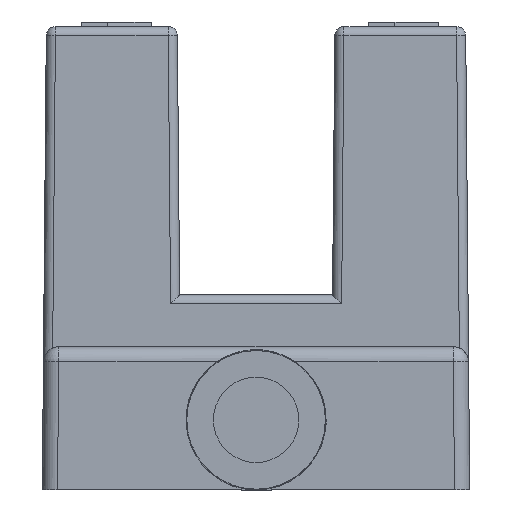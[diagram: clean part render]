
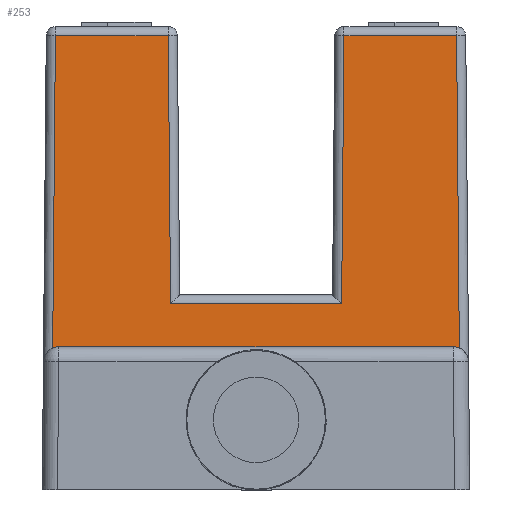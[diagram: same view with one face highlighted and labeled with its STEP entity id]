
A CAD part, front view. The second image highlights one B-rep face of the part: STEP entity #253.
In plain terms, the highlighted planar face has unit normal (0, -1, 0.009).
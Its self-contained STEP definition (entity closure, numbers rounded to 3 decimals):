
#214=ELLIPSE('',#2358,0.5,0.5);
#215=ELLIPSE('',#2359,0.5,0.5);
#253=ADVANCED_FACE('',(#455),#377,.T.);
#377=PLANE('',#2360);
#455=FACE_OUTER_BOUND('',#580,.T.);
#580=EDGE_LOOP('',(#860,#861,#862,#863,#864,#865,#866,#867,#868,#869));
#860=ORIENTED_EDGE('',*,*,#1673,.T.);
#861=ORIENTED_EDGE('',*,*,#1674,.T.);
#862=ORIENTED_EDGE('',*,*,#1675,.T.);
#863=ORIENTED_EDGE('',*,*,#1676,.T.);
#864=ORIENTED_EDGE('',*,*,#1677,.T.);
#865=ORIENTED_EDGE('',*,*,#1678,.T.);
#866=ORIENTED_EDGE('',*,*,#1679,.F.);
#867=ORIENTED_EDGE('',*,*,#1680,.T.);
#868=ORIENTED_EDGE('',*,*,#1681,.T.);
#869=ORIENTED_EDGE('',*,*,#1682,.T.);
#1451=VERTEX_POINT('',#3461);
#1452=VERTEX_POINT('',#3462);
#1453=VERTEX_POINT('',#3464);
#1454=VERTEX_POINT('',#3466);
#1455=VERTEX_POINT('',#3468);
#1456=VERTEX_POINT('',#3470);
#1457=VERTEX_POINT('',#3472);
#1458=VERTEX_POINT('',#3474);
#1459=VERTEX_POINT('',#3476);
#1460=VERTEX_POINT('',#3478);
#1673=EDGE_CURVE('',#1451,#1452,#1967,.T.);
#1674=EDGE_CURVE('',#1452,#1453,#1968,.T.);
#1675=EDGE_CURVE('',#1453,#1454,#1969,.T.);
#1676=EDGE_CURVE('',#1454,#1455,#1970,.T.);
#1677=EDGE_CURVE('',#1455,#1456,#1971,.T.);
#1678=EDGE_CURVE('',#1456,#1457,#214,.T.);
#1679=EDGE_CURVE('',#1458,#1457,#1972,.T.);
#1680=EDGE_CURVE('',#1458,#1459,#215,.T.);
#1681=EDGE_CURVE('',#1459,#1460,#1973,.T.);
#1682=EDGE_CURVE('',#1460,#1451,#1974,.T.);
#1967=LINE('',#3460,#2197);
#1968=LINE('',#3463,#2198);
#1969=LINE('',#3465,#2199);
#1970=LINE('',#3467,#2200);
#1971=LINE('',#3469,#2201);
#1972=LINE('',#3473,#2202);
#1973=LINE('',#3477,#2203);
#1974=LINE('',#3479,#2204);
#2197=VECTOR('',#2737,1.);
#2198=VECTOR('',#2738,1.);
#2199=VECTOR('',#2739,1.);
#2200=VECTOR('',#2740,1.);
#2201=VECTOR('',#2741,1.);
#2202=VECTOR('',#2744,1.);
#2203=VECTOR('',#2747,1.);
#2204=VECTOR('',#2748,1.);
#2358=AXIS2_PLACEMENT_3D('',#3471,#2742,#2743);
#2359=AXIS2_PLACEMENT_3D('',#3475,#2745,#2746);
#2360=AXIS2_PLACEMENT_3D('',#3480,#2749,#2750);
#2737=DIRECTION('',(-0.009,-0.009,-1.));
#2738=DIRECTION('',(-1.,0.,0.));
#2739=DIRECTION('',(-0.009,0.009,1.));
#2740=DIRECTION('',(-1.,0.,0.));
#2741=DIRECTION('',(-0.009,-0.009,-1.));
#2742=DIRECTION('',(0.,1.,-0.009));
#2743=DIRECTION('',(0.,-0.009,-1.));
#2744=DIRECTION('',(-1.,0.,0.));
#2745=DIRECTION('',(0.,1.,-0.009));
#2746=DIRECTION('',(0.,-0.009,-1.));
#2747=DIRECTION('',(-0.009,0.009,1.));
#2748=DIRECTION('',(-1.,0.,0.));
#2749=DIRECTION('',(0.,-1.,0.009));
#2750=DIRECTION('',(0.,-0.009,-1.));
#3460=CARTESIAN_POINT('',(139.175,-73.135,17.088));
#3461=CARTESIAN_POINT('',(139.243,-73.067,24.903));
#3462=CARTESIAN_POINT('',(139.167,-73.143,16.103));
#3463=CARTESIAN_POINT('',(126.362,-73.143,16.103));
#3464=CARTESIAN_POINT('',(133.556,-73.143,16.103));
#3465=CARTESIAN_POINT('',(133.546,-73.133,17.263));
#3466=CARTESIAN_POINT('',(133.48,-73.067,24.903));
#3467=CARTESIAN_POINT('',(129.481,-73.067,24.903));
#3468=CARTESIAN_POINT('',(129.779,-73.067,24.903));
#3469=CARTESIAN_POINT('',(129.692,-73.153,14.997));
#3470=CARTESIAN_POINT('',(129.689,-73.156,14.66));
#3471=CARTESIAN_POINT('',(129.885,-73.16,14.2));
#3472=CARTESIAN_POINT('',(129.885,-73.156,14.7));
#3473=CARTESIAN_POINT('',(42.75,-73.156,14.7));
#3474=CARTESIAN_POINT('',(142.831,-73.156,14.7));
#3475=CARTESIAN_POINT('',(142.831,-73.16,14.2));
#3476=CARTESIAN_POINT('',(143.027,-73.156,14.66));
#3477=CARTESIAN_POINT('',(142.935,-73.064,25.197));
#3478=CARTESIAN_POINT('',(142.937,-73.067,24.903));
#3479=CARTESIAN_POINT('',(139.291,-73.067,24.903));
#3480=CARTESIAN_POINT('',(126.362,-73.134,17.2));
